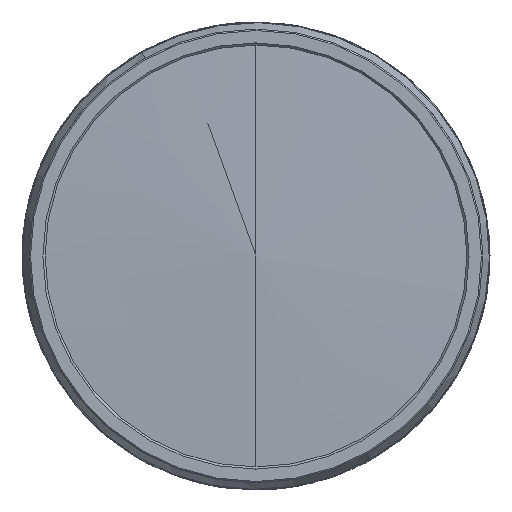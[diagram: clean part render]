
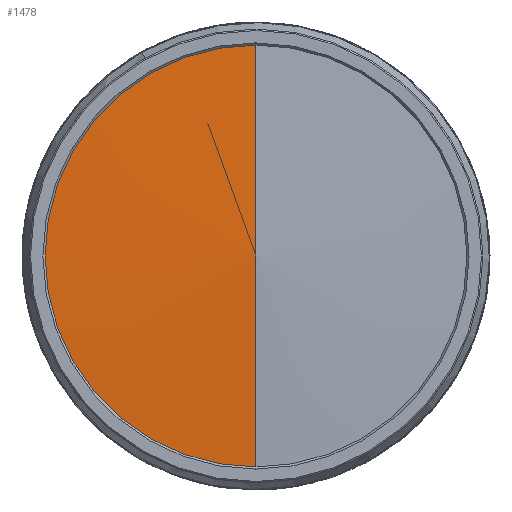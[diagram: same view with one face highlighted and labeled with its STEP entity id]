
A CAD part, left-side view. The second image highlights one B-rep face of the part: STEP entity #1478.
In plain terms, the highlighted conical face has half-angle 87.557 degrees and reference radius 31.22 mm.
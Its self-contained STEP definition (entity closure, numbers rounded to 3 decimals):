
#142 = LINE ( 'NONE', #2515, #592 ) ;
#151 = AXIS2_PLACEMENT_3D ( 'NONE', #1976, #2623, #2970 ) ;
#356 = VERTEX_POINT ( 'NONE', #431 ) ;
#431 = CARTESIAN_POINT ( 'NONE',  ( 1.569, 0., 29.75 ) ) ;
#444 = EDGE_CURVE ( 'NONE', #3474, #356, #142, .T. ) ;
#592 = VECTOR ( 'NONE', #1553, 1000. ) ;
#653 = CARTESIAN_POINT ( 'NONE',  ( 1.569, 0., -29.75 ) ) ;
#806 = FACE_OUTER_BOUND ( 'NONE', #2034, .T. ) ;
#900 = CARTESIAN_POINT ( 'NONE',  ( 0.3, 0., 0. ) ) ;
#1478 = ADVANCED_FACE ( 'NONE', ( #806 ), #2180, .T. ) ;
#1553 = DIRECTION ( 'NONE',  ( 0.043, 0., 0.999 ) ) ;
#1712 = AXIS2_PLACEMENT_3D ( 'NONE', #2507, #4176, #3153 ) ;
#1976 = CARTESIAN_POINT ( 'NONE',  ( 1.569, 0., 0. ) ) ;
#2034 = EDGE_LOOP ( 'NONE', ( #4091, #4386, #3358 ) ) ;
#2150 = CARTESIAN_POINT ( 'NONE',  ( 1.632, 0., -31.219 ) ) ;
#2180 = CONICAL_SURFACE ( 'NONE', #1712, 31.219, 1.528 ) ;
#2328 = EDGE_CURVE ( 'NONE', #2930, #356, #3606, .T. ) ;
#2507 = CARTESIAN_POINT ( 'NONE',  ( 1.632, 0., 0. ) ) ;
#2515 = CARTESIAN_POINT ( 'NONE',  ( 1.632, 0., 31.219 ) ) ;
#2623 = DIRECTION ( 'NONE',  ( 1., 0., 0. ) ) ;
#2902 = VECTOR ( 'NONE', #3477, 1000. ) ;
#2930 = VERTEX_POINT ( 'NONE', #653 ) ;
#2970 = DIRECTION ( 'NONE',  ( 0., 0., -1. ) ) ;
#3153 = DIRECTION ( 'NONE',  ( 0., 0., -1. ) ) ;
#3358 = ORIENTED_EDGE ( 'NONE', *, *, #2328, .F. ) ;
#3474 = VERTEX_POINT ( 'NONE', #900 ) ;
#3477 = DIRECTION ( 'NONE',  ( 0.043, 0., -0.999 ) ) ;
#3606 = CIRCLE ( 'NONE', #151, 29.75 ) ;
#3951 = LINE ( 'NONE', #2150, #2902 ) ;
#3984 = EDGE_CURVE ( 'NONE', #3474, #2930, #3951, .T. ) ;
#4091 = ORIENTED_EDGE ( 'NONE', *, *, #3984, .F. ) ;
#4176 = DIRECTION ( 'NONE',  ( 1., 0., 0. ) ) ;
#4386 = ORIENTED_EDGE ( 'NONE', *, *, #444, .T. ) ;
